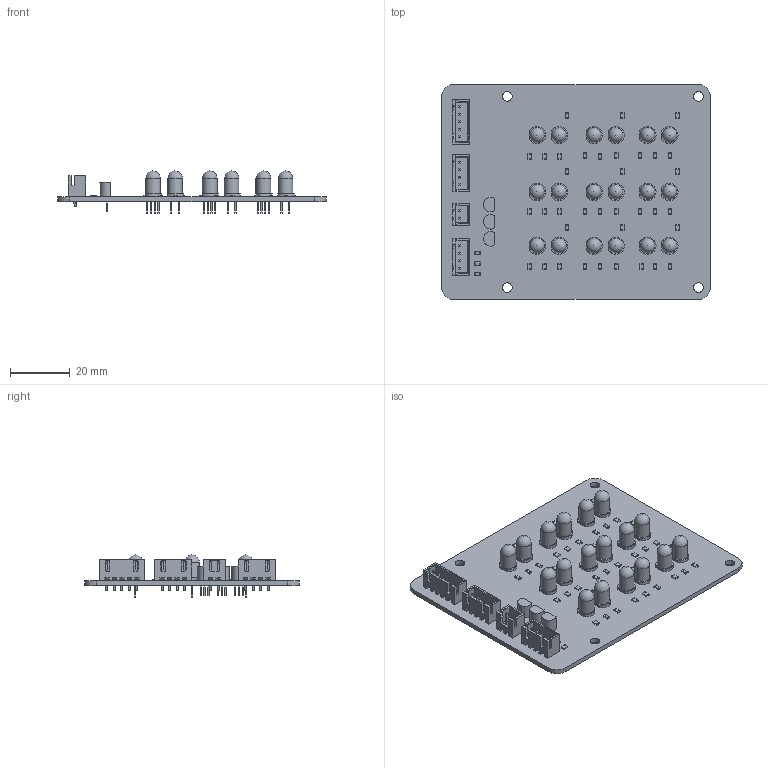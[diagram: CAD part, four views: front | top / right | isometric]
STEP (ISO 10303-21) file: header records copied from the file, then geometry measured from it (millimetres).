
FILE_DESCRIPTION(('KiCad electronic assembly'),'2;1');
FILE_NAME('ColorSensor.step','2024-04-28T16:41:44',('Pcbnew'),('Kicad'), 'Open CASCADE STEP processor 7.7','KiCad to STEP converter','Unknown' );
FILE_SCHEMA(('AUTOMOTIVE_DESIGN { 1 0 10303 214 1 1 1 1 }'));
Length unit declared in the file: millimetre
Products named in the file (16): ColorSensor 1; R_0805_2012Metric; LED_D5.0mm_Clear; JST_XH_B5B-XH-A_1x05_P2.50mm_Vertical; JST_B5B_XH_A; TO-92_Inline; TO-92_Inline_Narrow; LED_D5.0mm-4_RGB; LED_D5.0mm-4; JST_XH_B2B-XH-A_1x02_P2.50mm_Vertical; JST_B2B_XH_A; JST_XH_B4B-XH-A_1x04_P2.50mm_Vertical; JST_B4B_XH_A; _autosave-ColorSensor_PCB
Assembly tree (72 placements, depth 3):
  ColorSensor 1
    R_0805_2012Metric  x39
      R_0805_2012Metric
    LED_D5.0mm_Clear  x9
      LED_D5.0mm_Clear
    JST_XH_B5B-XH-A_1x05_P2.50mm_Vertical
      JST_B5B_XH_A
    TO-92_Inline  x3
      TO-92_Inline_Narrow
    LED_D5.0mm-4_RGB  x9
      LED_D5.0mm-4
    JST_XH_B2B-XH-A_1x02_P2.50mm_Vertical
      JST_B2B_XH_A
    JST_XH_B4B-XH-A_1x04_P2.50mm_Vertical  x2
      JST_B4B_XH_A
    _autosave-ColorSensor_PCB
Bounding box: 90 x 72 x 14.1 mm (x, y, z)
Volume: 14282.9 mm3; surface area: 20288.4 mm2
Topology: 65 solids, 65 shells, 2077 faces, 5310 edges, 3447 vertices
Faces by surface type: plane 1606, cylinder 453, sphere 18
Full cylindrical faces by diameter (mm): 0.75 x9, 0.9 x54, 0.95 x13, 1 x2, 3.2 x4, 4.9 x9, 5 x9
Entity records: 21858 total; most frequent: CARTESIAN_POINT 3131, DIRECTION 3024, ORIENTED_EDGE 3010, EDGE_CURVE 1505, LINE 1280, VECTOR 1280, VERTEX_POINT 979, AXIS2_PLACEMENT_3D 872
